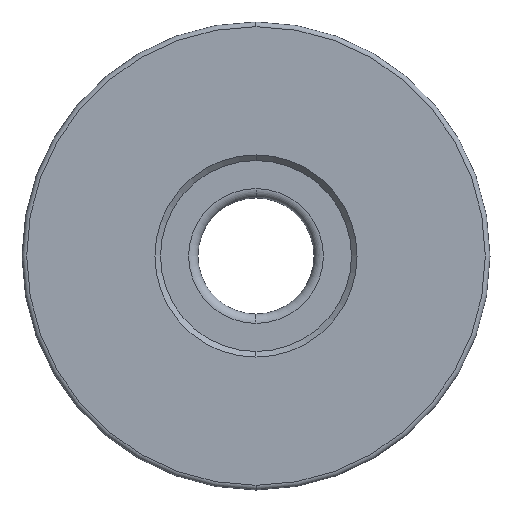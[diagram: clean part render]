
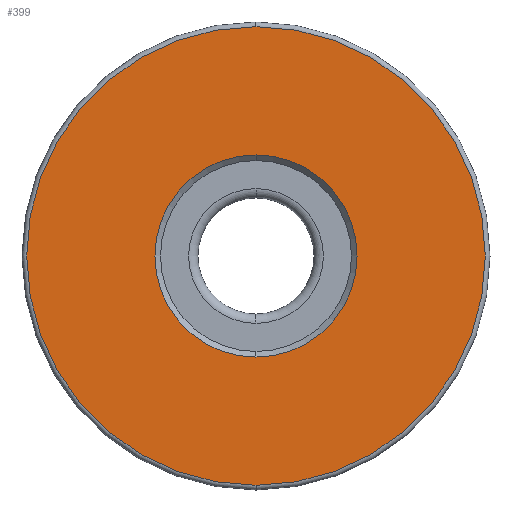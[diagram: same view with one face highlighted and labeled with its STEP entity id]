
A CAD part, front view. The second image highlights one B-rep face of the part: STEP entity #399.
In plain terms, the highlighted planar face has unit normal (0, -1, 0).
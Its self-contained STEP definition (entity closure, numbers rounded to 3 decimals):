
#2 = EDGE_CURVE ( 'NONE', #55, #326, #376, .T. ) ;
#38 = VERTEX_POINT ( 'NONE', #551 ) ;
#54 = DIRECTION ( 'NONE',  ( 0., 0., 1. ) ) ;
#55 = VERTEX_POINT ( 'NONE', #537 ) ;
#125 = AXIS2_PLACEMENT_3D ( 'NONE', #178, #237, #189 ) ;
#141 = DIRECTION ( 'NONE',  ( 0., 1., 0. ) ) ;
#147 = CARTESIAN_POINT ( 'NONE',  ( -4.682, -6.595, 25. ) ) ;
#149 = ORIENTED_EDGE ( 'NONE', *, *, #586, .T. ) ;
#167 = DIRECTION ( 'NONE',  ( 0., 0., 1. ) ) ;
#178 = CARTESIAN_POINT ( 'NONE',  ( -4.682, -6.595, 25. ) ) ;
#189 = DIRECTION ( 'NONE',  ( 0., 0., 1. ) ) ;
#197 = ORIENTED_EDGE ( 'NONE', *, *, #302, .T. ) ;
#199 = CARTESIAN_POINT ( 'NONE',  ( -4.682, -6.595, 25. ) ) ;
#232 = ORIENTED_EDGE ( 'NONE', *, *, #332, .T. ) ;
#237 = DIRECTION ( 'NONE',  ( 0., -1., 0. ) ) ;
#282 = EDGE_LOOP ( 'NONE', ( #149, #232 ) ) ;
#285 = AXIS2_PLACEMENT_3D ( 'NONE', #147, #141, #54 ) ;
#297 = DIRECTION ( 'NONE',  ( 0., 0., 1. ) ) ;
#302 = EDGE_CURVE ( 'NONE', #326, #55, #405, .T. ) ;
#326 = VERTEX_POINT ( 'NONE', #435 ) ;
#332 = EDGE_CURVE ( 'NONE', #38, #378, #513, .T. ) ;
#337 = DIRECTION ( 'NONE',  ( 0., 1., 0. ) ) ;
#342 = CARTESIAN_POINT ( 'NONE',  ( -4.682, -6.595, 25. ) ) ;
#355 = AXIS2_PLACEMENT_3D ( 'NONE', #199, #403, #297 ) ;
#376 = CIRCLE ( 'NONE', #125, 12.25 ) ;
#378 = VERTEX_POINT ( 'NONE', #432 ) ;
#379 = FACE_BOUND ( 'NONE', #282, .T. ) ;
#393 = PLANE ( 'NONE',  #285 ) ;
#399 = ADVANCED_FACE ( 'NONE', ( #533, #379 ), #393, .F. ) ;
#403 = DIRECTION ( 'NONE',  ( 0., 1., 0. ) ) ;
#405 = CIRCLE ( 'NONE', #488, 12.25 ) ;
#409 = CARTESIAN_POINT ( 'NONE',  ( -4.682, -6.595, 25. ) ) ;
#417 = EDGE_LOOP ( 'NONE', ( #197, #498 ) ) ;
#432 = CARTESIAN_POINT ( 'NONE',  ( -4.682, -6.595, 19.6 ) ) ;
#435 = CARTESIAN_POINT ( 'NONE',  ( -4.682, -6.595, 37.25 ) ) ;
#439 = DIRECTION ( 'NONE',  ( 0., 0., 1. ) ) ;
#488 = AXIS2_PLACEMENT_3D ( 'NONE', #409, #592, #167 ) ;
#498 = ORIENTED_EDGE ( 'NONE', *, *, #2, .T. ) ;
#513 = CIRCLE ( 'NONE', #525, 5.4 ) ;
#525 = AXIS2_PLACEMENT_3D ( 'NONE', #342, #337, #439 ) ;
#533 = FACE_OUTER_BOUND ( 'NONE', #417, .T. ) ;
#537 = CARTESIAN_POINT ( 'NONE',  ( -4.682, -6.595, 12.75 ) ) ;
#551 = CARTESIAN_POINT ( 'NONE',  ( -4.682, -6.595, 30.4 ) ) ;
#566 = CIRCLE ( 'NONE', #355, 5.4 ) ;
#586 = EDGE_CURVE ( 'NONE', #378, #38, #566, .T. ) ;
#592 = DIRECTION ( 'NONE',  ( 0., -1., 0. ) ) ;
